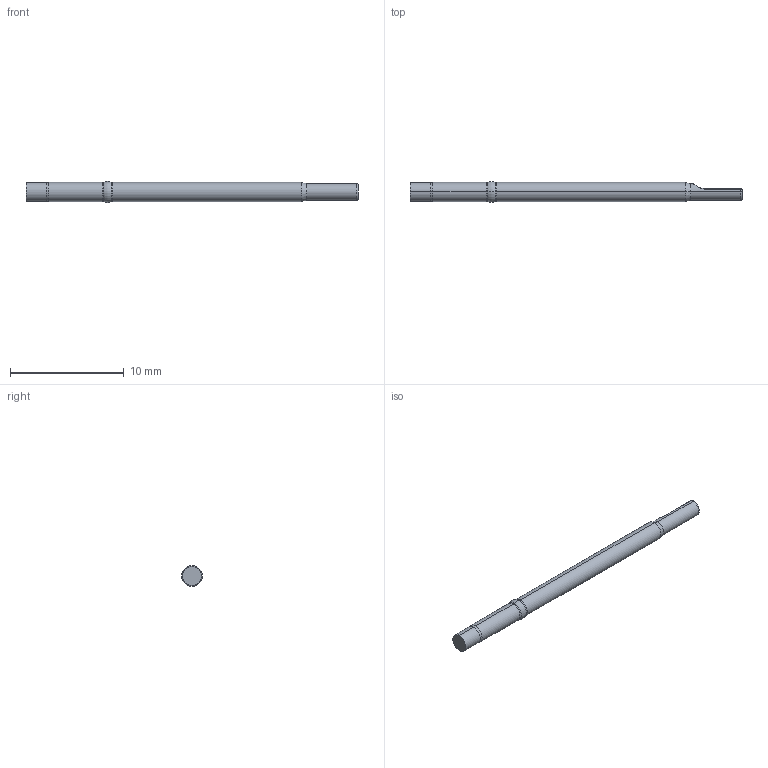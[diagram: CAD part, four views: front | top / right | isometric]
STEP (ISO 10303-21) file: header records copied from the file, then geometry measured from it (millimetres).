
FILE_DESCRIPTION (( 'STEP AP214' ), '1' );
FILE_NAME ('100-SDN250S.STEP', '2011-12-08T13:37:58', ( 'Authorized User' ), ( '' ), 'SwSTEP 2.0', 'SolidWorks 2011', '' );
FILE_SCHEMA (( 'AUTOMOTIVE_DESIGN' ));
Length unit declared in the file: inch
Products named in the file (1): 100-SDN250S
Bounding box: 29.21 x 1.84 x 1.85 mm (x, y, z)
Volume: 59.1 mm3; surface area: 153.8 mm2
Topology: 1 solids, 1 shells, 54 faces, 118 edges, 60 vertices
Faces by surface type: cylinder 19, torus 13, bspline 11, plane 5, cone 4, sphere 2
Entity records: 1820 total; most frequent: CARTESIAN_POINT 696, DIRECTION 239, ORIENTED_EDGE 224, EDGE_CURVE 112, AXIS2_PLACEMENT_3D 105, CIRCLE 61, VERTEX_POINT 60, FACE_OUTER_BOUND 54
